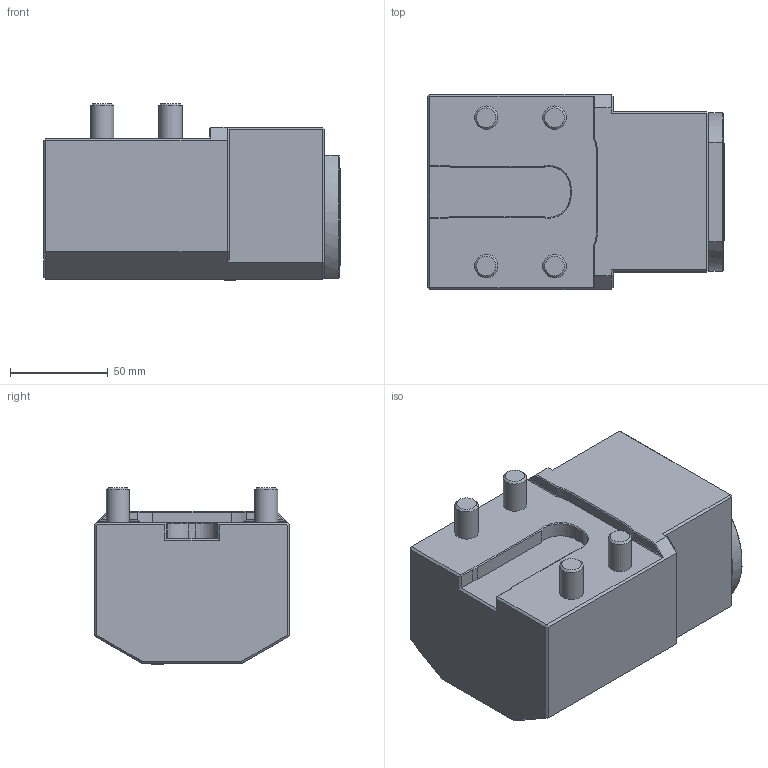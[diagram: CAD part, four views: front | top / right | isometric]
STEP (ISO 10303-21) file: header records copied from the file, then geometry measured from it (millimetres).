
FILE_DESCRIPTION(/* description */ (''),/* implementation_level */ '2;1');
FILE_NAME(/* name */ '1616491587752.stp',/* time_stamp */ '2021-03-23T10:26:33+01:00',/* author */ (''),/* organization */ ('SMS'),/* preprocessor_version */ 'ST-DEVELOPER v16.7',/* originating_system */ 'SIEMENS PLM Software NX 12.0',/* authorisation */ '');
FILE_SCHEMA (('AUTOMOTIVE_DESIGN { 1 0 10303 214 3 1 1 1 }'));
Length unit declared in the file: millimetre
Products named in the file (1): 203441937mod000_00
Bounding box: 152 x 100 x 90.55 mm (x, y, z)
Volume: 964382.4 mm3; surface area: 68802.6 mm2
Topology: 1 solids, 1 shells, 122 faces, 287 edges, 182 vertices
Faces by surface type: plane 88, cylinder 16, cone 12, sphere 5, bspline 1
Full cylindrical faces by diameter (mm): 3 x1, 12 x4, 50 x1
Entity records: 3587 total; most frequent: CARTESIAN_POINT 859, DIRECTION 546, ORIENTED_EDGE 524, EDGE_CURVE 262, AXIS2_PLACEMENT_3D 184, LINE 178, VECTOR 178, VERTEX_POINT 170
